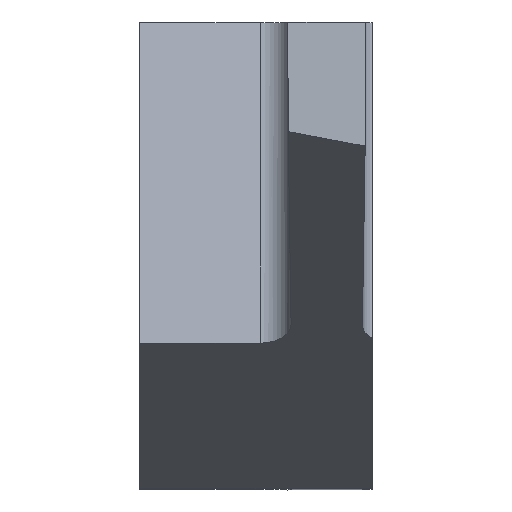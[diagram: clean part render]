
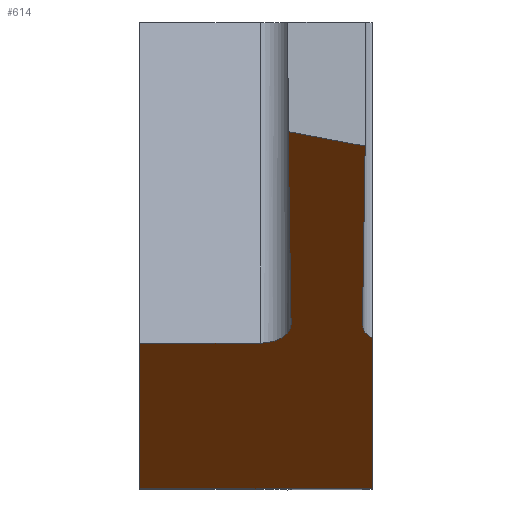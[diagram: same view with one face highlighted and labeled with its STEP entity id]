
A CAD part, top view. The second image highlights one B-rep face of the part: STEP entity #614.
In plain terms, the highlighted planar face has unit normal (0, -0.819, 0.574).
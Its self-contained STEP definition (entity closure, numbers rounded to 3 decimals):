
#1 = ORIENTED_EDGE ( 'NONE', *, *, #496, .F. ) ;
#3 = CARTESIAN_POINT ( 'NONE',  ( 2.774, 1.427, 7.269 ) ) ;
#22 = EDGE_CURVE ( 'NONE', #282, #234, #498, .T. ) ;
#24 = DIRECTION ( 'NONE',  ( 0.009, 0.574, 0.819 ) ) ;
#29 = CARTESIAN_POINT ( 'NONE',  ( 3., -1.07, 3.702 ) ) ;
#34 = VECTOR ( 'NONE', #62, 1000. ) ;
#44 = VERTEX_POINT ( 'NONE', #302 ) ;
#45 = EDGE_CURVE ( 'NONE', #143, #307, #269, .T. ) ;
#46 = ORIENTED_EDGE ( 'NONE', *, *, #91, .T. ) ;
#62 = DIRECTION ( 'NONE',  ( -1., 0., 0. ) ) ;
#70 = CARTESIAN_POINT ( 'NONE',  ( 1.952, -0.886, 3.966 ) ) ;
#82 = VECTOR ( 'NONE', #627, 1000. ) ;
#83 = CARTESIAN_POINT ( 'NONE',  ( 1.914, 1.588, 7.499 ) ) ;
#91 = EDGE_CURVE ( 'NONE', #537, #158, #305, .T. ) ;
#112 = DIRECTION ( 'NONE',  ( 0., 0.819, -0.574 ) ) ;
#118 = PLANE ( 'NONE',  #240 ) ;
#143 = VERTEX_POINT ( 'NONE', #29 ) ;
#149 = ORIENTED_EDGE ( 'NONE', *, *, #374, .T. ) ;
#155 = ORIENTED_EDGE ( 'NONE', *, *, #301, .T. ) ;
#156 = CARTESIAN_POINT ( 'NONE',  ( 2.912, 1.824, 7.835 ) ) ;
#158 = VERTEX_POINT ( 'NONE', #507 ) ;
#161 = VECTOR ( 'NONE', #201, 1000. ) ;
#176 = CARTESIAN_POINT ( 'NONE',  ( 0., -1.135, 3.609 ) ) ;
#189 = DIRECTION ( 'NONE',  ( -0.95, 0.178, 0.255 ) ) ;
#191 = ORIENTED_EDGE ( 'NONE', *, *, #45, .F. ) ;
#201 = DIRECTION ( 'NONE',  ( 0., -0.574, -0.819 ) ) ;
#203 = CARTESIAN_POINT ( 'NONE',  ( 0., 1.824, 7.835 ) ) ;
#233 = ORIENTED_EDGE ( 'NONE', *, *, #555, .T. ) ;
#234 = VERTEX_POINT ( 'NONE', #83 ) ;
#237 = CARTESIAN_POINT ( 'NONE',  ( 1.952, -0.886, 3.966 ) ) ;
#240 = AXIS2_PLACEMENT_3D ( 'NONE', #341, #112, #264 ) ;
#256 = CARTESIAN_POINT ( 'NONE',  ( 1.954, -1.026, 3.765 ) ) ;
#259 = LINE ( 'NONE', #156, #353 ) ;
#264 = DIRECTION ( 'NONE',  ( 0., 0.574, 0.819 ) ) ;
#269 = LINE ( 'NONE', #460, #161 ) ;
#270 = CARTESIAN_POINT ( 'NONE',  ( 3.045, -1.12, 3.63 ) ) ;
#276 = CARTESIAN_POINT ( 'NONE',  ( 3., -3., 0.946 ) ) ;
#280 = VECTOR ( 'NONE', #189, 1000. ) ;
#282 = VERTEX_POINT ( 'NONE', #528 ) ;
#294 = EDGE_LOOP ( 'NONE', ( #46, #155, #504, #1, #191, #447, #233, #603, #149 ) ) ;
#301 = EDGE_CURVE ( 'NONE', #158, #390, #629, .T. ) ;
#302 = CARTESIAN_POINT ( 'NONE',  ( 2.87, -0.891, 3.957 ) ) ;
#305 =( BOUNDED_CURVE ( )  B_SPLINE_CURVE ( 3, ( #70, #256, #419, #404 ),
 .UNSPECIFIED., .F., .F. ) 
 B_SPLINE_CURVE_WITH_KNOTS ( ( 4, 4 ),
 ( 4.703, 6.275 ),
 .UNSPECIFIED. ) 
 CURVE ( )  GEOMETRIC_REPRESENTATION_ITEM ( )  RATIONAL_B_SPLINE_CURVE ( ( 1., 0.805, 0.805, 1. ) ) 
 REPRESENTATION_ITEM ( '' )  );
#307 = VERTEX_POINT ( 'NONE', #276 ) ;
#330 = CARTESIAN_POINT ( 'NONE',  ( 2.869, -0.961, 3.859 ) ) ;
#333 = DIRECTION ( 'NONE',  ( 0.009, -0.574, -0.819 ) ) ;
#341 = CARTESIAN_POINT ( 'NONE',  ( 3., 1.824, 7.835 ) ) ;
#353 = VECTOR ( 'NONE', #24, 1000. ) ;
#374 = EDGE_CURVE ( 'NONE', #234, #537, #639, .T. ) ;
#376 = CARTESIAN_POINT ( 'NONE',  ( 2.87, -0.891, 3.957 ) ) ;
#387 = CARTESIAN_POINT ( 'NONE',  ( 1.91, 1.818, 7.827 ) ) ;
#390 = VERTEX_POINT ( 'NONE', #176 ) ;
#397 = CARTESIAN_POINT ( 'NONE',  ( 3., -3., 0.946 ) ) ;
#402 = CARTESIAN_POINT ( 'NONE',  ( 3., -1.07, 3.702 ) ) ;
#404 = CARTESIAN_POINT ( 'NONE',  ( 1.555, -1.128, 3.62 ) ) ;
#405 = FACE_OUTER_BOUND ( 'NONE', #294, .T. ) ;
#409 = VECTOR ( 'NONE', #514, 1000. ) ;
#419 = CARTESIAN_POINT ( 'NONE',  ( 1.79, -1.127, 3.621 ) ) ;
#447 = ORIENTED_EDGE ( 'NONE', *, *, #571, .T. ) ;
#455 = LINE ( 'NONE', #203, #409 ) ;
#460 = CARTESIAN_POINT ( 'NONE',  ( 3., 1.824, 7.835 ) ) ;
#490 = LINE ( 'NONE', #397, #34 ) ;
#496 = EDGE_CURVE ( 'NONE', #307, #638, #490, .T. ) ;
#498 = LINE ( 'NONE', #3, #280 ) ;
#504 = ORIENTED_EDGE ( 'NONE', *, *, #636, .T. ) ;
#507 = CARTESIAN_POINT ( 'NONE',  ( 1.555, -1.128, 3.62 ) ) ;
#512 = CARTESIAN_POINT ( 'NONE',  ( 2.915, -1.024, 3.768 ) ) ;
#514 = DIRECTION ( 'NONE',  ( 0., -0.574, -0.819 ) ) ;
#528 = CARTESIAN_POINT ( 'NONE',  ( 2.905, 1.402, 7.233 ) ) ;
#531 =( BOUNDED_CURVE ( )  B_SPLINE_CURVE ( 3, ( #402, #512, #330, #376 ),
 .UNSPECIFIED., .F., .F. ) 
 B_SPLINE_CURVE_WITH_KNOTS ( ( 4, 4 ),
 ( 0.742, 1.58 ),
 .UNSPECIFIED. ) 
 CURVE ( )  GEOMETRIC_REPRESENTATION_ITEM ( )  RATIONAL_B_SPLINE_CURVE ( ( 1., 0.942, 0.942, 1. ) ) 
 REPRESENTATION_ITEM ( '' )  );
#537 = VERTEX_POINT ( 'NONE', #237 ) ;
#539 = VECTOR ( 'NONE', #333, 1000. ) ;
#550 = CARTESIAN_POINT ( 'NONE',  ( 0., -3., 0.946 ) ) ;
#555 = EDGE_CURVE ( 'NONE', #44, #282, #259, .T. ) ;
#571 = EDGE_CURVE ( 'NONE', #143, #44, #531, .T. ) ;
#603 = ORIENTED_EDGE ( 'NONE', *, *, #22, .T. ) ;
#614 = ADVANCED_FACE ( 'NONE', ( #405 ), #118, .F. ) ;
#627 = DIRECTION ( 'NONE',  ( -1., -0.005, -0.007 ) ) ;
#629 = LINE ( 'NONE', #270, #82 ) ;
#636 = EDGE_CURVE ( 'NONE', #390, #638, #455, .T. ) ;
#638 = VERTEX_POINT ( 'NONE', #550 ) ;
#639 = LINE ( 'NONE', #387, #539 ) ;
